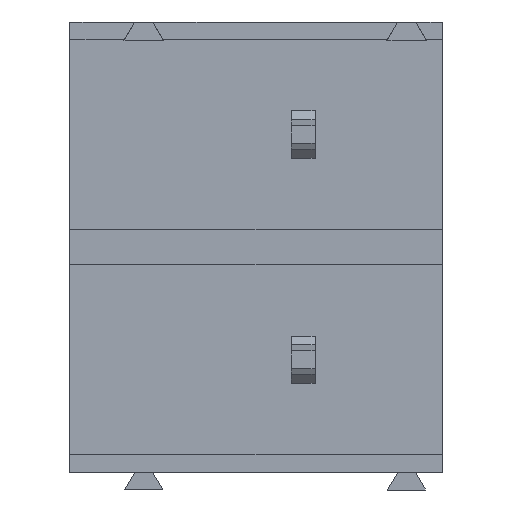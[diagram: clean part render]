
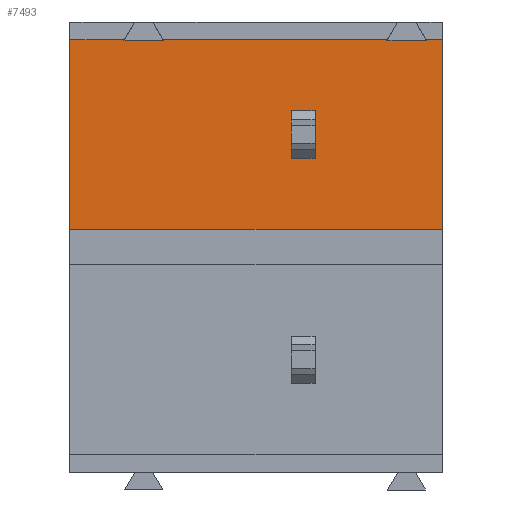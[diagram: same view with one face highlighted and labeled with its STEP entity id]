
A CAD part, front view. The second image highlights one B-rep face of the part: STEP entity #7493.
In plain terms, the highlighted planar face has unit normal (0, -1, 0).
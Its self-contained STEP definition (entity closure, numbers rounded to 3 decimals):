
#10 = EDGE_CURVE ( 'NONE', #5579, #2088, #3110, .T. ) ;
#47 = DIRECTION ( 'NONE',  ( 0., 0., -1. ) ) ;
#57 = EDGE_LOOP ( 'NONE', ( #79, #5828, #1897, #3871, #2167, #2096, #6691, #6200, #7000, #5432, #3346, #994 ) ) ;
#63 = VECTOR ( 'NONE', #47, 1000. ) ;
#79 = ORIENTED_EDGE ( 'NONE', *, *, #2692, .T. ) ;
#89 = DIRECTION ( 'NONE',  ( 1., 0., 0. ) ) ;
#113 = VECTOR ( 'NONE', #4737, 1000. ) ;
#160 = EDGE_CURVE ( 'NONE', #1045, #4927, #4348, .T. ) ;
#168 = LINE ( 'NONE', #5357, #3225 ) ;
#195 = DIRECTION ( 'NONE',  ( 0.5, 0., 0.866 ) ) ;
#350 = VERTEX_POINT ( 'NONE', #5120 ) ;
#372 = VERTEX_POINT ( 'NONE', #5238 ) ;
#380 = VECTOR ( 'NONE', #3745, 1000. ) ;
#393 = VECTOR ( 'NONE', #2237, 1000. ) ;
#536 = EDGE_CURVE ( 'NONE', #1638, #372, #5978, .T. ) ;
#740 = CARTESIAN_POINT ( 'NONE',  ( 1.844, 0.9, 3.21 ) ) ;
#955 = DIRECTION ( 'NONE',  ( 1., 0., 0. ) ) ;
#994 = ORIENTED_EDGE ( 'NONE', *, *, #6471, .T. ) ;
#1036 = CARTESIAN_POINT ( 'NONE',  ( 2.81, 0.9, 3.81 ) ) ;
#1045 = VERTEX_POINT ( 'NONE', #3329 ) ;
#1079 = VECTOR ( 'NONE', #6773, 1000. ) ;
#1223 = VECTOR ( 'NONE', #6632, 1000. ) ;
#1343 = CARTESIAN_POINT ( 'NONE',  ( 12.068, 0.9, 3.19 ) ) ;
#1458 = CARTESIAN_POINT ( 'NONE',  ( 2.943, 0.9, 3.19 ) ) ;
#1499 = CARTESIAN_POINT ( 'NONE',  ( 9.225, 0.9, -0.8 ) ) ;
#1510 = FACE_OUTER_BOUND ( 'NONE', #57, .T. ) ;
#1511 = VERTEX_POINT ( 'NONE', #1343 ) ;
#1638 = VERTEX_POINT ( 'NONE', #3226 ) ;
#1700 = DIRECTION ( 'NONE',  ( 1., 0., 0. ) ) ;
#1704 = LINE ( 'NONE', #3053, #113 ) ;
#1897 = ORIENTED_EDGE ( 'NONE', *, *, #7337, .F. ) ;
#2060 = CARTESIAN_POINT ( 'NONE',  ( 0., 0.9, 3.21 ) ) ;
#2088 = VERTEX_POINT ( 'NONE', #2789 ) ;
#2096 = ORIENTED_EDGE ( 'NONE', *, *, #160, .F. ) ;
#2122 = EDGE_CURVE ( 'NONE', #4055, #372, #3394, .T. ) ;
#2167 = ORIENTED_EDGE ( 'NONE', *, *, #4950, .F. ) ;
#2237 = DIRECTION ( 'NONE',  ( 0.5, 0., -0.866 ) ) ;
#2272 = EDGE_CURVE ( 'NONE', #2286, #5569, #4387, .T. ) ;
#2286 = VERTEX_POINT ( 'NONE', #5585 ) ;
#2403 = VECTOR ( 'NONE', #2784, 1000. ) ;
#2452 = LINE ( 'NONE', #5955, #2456 ) ;
#2456 = VECTOR ( 'NONE', #7181, 1000. ) ;
#2465 = CARTESIAN_POINT ( 'NONE',  ( 0., 0.9, 11.43 ) ) ;
#2481 = EDGE_LOOP ( 'NONE', ( #6905, #4047, #6068, #7283 ) ) ;
#2533 = CARTESIAN_POINT ( 'NONE',  ( 12.056, 0.9, 3.21 ) ) ;
#2572 = LINE ( 'NONE', #6197, #3927 ) ;
#2692 = EDGE_CURVE ( 'NONE', #350, #7077, #4302, .T. ) ;
#2784 = DIRECTION ( 'NONE',  ( 0., 0., -1. ) ) ;
#2789 = CARTESIAN_POINT ( 'NONE',  ( 7.5, 0.9, -0.8 ) ) ;
#2972 = EDGE_CURVE ( 'NONE', #2088, #5569, #6804, .T. ) ;
#3053 = CARTESIAN_POINT ( 'NONE',  ( 1.945, 0.9, 3.385 ) ) ;
#3110 = LINE ( 'NONE', #5314, #63 ) ;
#3125 = EDGE_CURVE ( 'NONE', #3752, #3243, #3659, .T. ) ;
#3225 = VECTOR ( 'NONE', #89, 1000. ) ;
#3226 = CARTESIAN_POINT ( 'NONE',  ( 10.732, 0.9, 3.19 ) ) ;
#3239 = LINE ( 'NONE', #5588, #380 ) ;
#3243 = VERTEX_POINT ( 'NONE', #2060 ) ;
#3309 = DIRECTION ( 'NONE',  ( 0., 1., 0. ) ) ;
#3329 = CARTESIAN_POINT ( 'NONE',  ( 12.6, 0.9, 3.21 ) ) ;
#3346 = ORIENTED_EDGE ( 'NONE', *, *, #2122, .F. ) ;
#3359 = AXIS2_PLACEMENT_3D ( 'NONE', #6257, #3309, #6884 ) ;
#3394 = LINE ( 'NONE', #5745, #4010 ) ;
#3515 = CARTESIAN_POINT ( 'NONE',  ( 11.71, 0.9, 3.81 ) ) ;
#3659 = LINE ( 'NONE', #2465, #1223 ) ;
#3668 = CARTESIAN_POINT ( 'NONE',  ( 10.845, 0.9, 3.385 ) ) ;
#3745 = DIRECTION ( 'NONE',  ( 1., 0., 0. ) ) ;
#3752 = VERTEX_POINT ( 'NONE', #5692 ) ;
#3755 = DIRECTION ( 'NONE',  ( -1., 0., 0. ) ) ;
#3871 = ORIENTED_EDGE ( 'NONE', *, *, #3125, .F. ) ;
#3927 = VECTOR ( 'NONE', #3755, 1000. ) ;
#3936 = VERTEX_POINT ( 'NONE', #2533 ) ;
#3949 = EDGE_CURVE ( 'NONE', #1511, #1638, #2572, .T. ) ;
#4010 = VECTOR ( 'NONE', #1700, 1000. ) ;
#4047 = ORIENTED_EDGE ( 'NONE', *, *, #4233, .F. ) ;
#4048 = DIRECTION ( 'NONE',  ( 0.5, 0., -0.866 ) ) ;
#4055 = VERTEX_POINT ( 'NONE', #4631 ) ;
#4159 = VECTOR ( 'NONE', #6763, 1000. ) ;
#4233 = EDGE_CURVE ( 'NONE', #2286, #5579, #2452, .T. ) ;
#4302 = LINE ( 'NONE', #1458, #4159 ) ;
#4348 = LINE ( 'NONE', #7555, #2403 ) ;
#4387 = LINE ( 'NONE', #6027, #1079 ) ;
#4466 = DIRECTION ( 'NONE',  ( -1., 0., 0. ) ) ;
#4605 = EDGE_CURVE ( 'NONE', #3936, #1511, #6425, .T. ) ;
#4619 = EDGE_CURVE ( 'NONE', #7077, #5081, #1704, .T. ) ;
#4631 = CARTESIAN_POINT ( 'NONE',  ( 3.156, 0.9, 3.21 ) ) ;
#4646 = LINE ( 'NONE', #1036, #393 ) ;
#4737 = DIRECTION ( 'NONE',  ( 0.5, 0., 0.866 ) ) ;
#4927 = VERTEX_POINT ( 'NONE', #7512 ) ;
#4933 = PLANE ( 'NONE',  #3359 ) ;
#4950 = EDGE_CURVE ( 'NONE', #4927, #3752, #5587, .T. ) ;
#5027 = VECTOR ( 'NONE', #4048, 1000. ) ;
#5047 = CARTESIAN_POINT ( 'NONE',  ( 9.225, 0.9, -3.21 ) ) ;
#5081 = VERTEX_POINT ( 'NONE', #740 ) ;
#5120 = CARTESIAN_POINT ( 'NONE',  ( 3.168, 0.9, 3.19 ) ) ;
#5238 = CARTESIAN_POINT ( 'NONE',  ( 10.744, 0.9, 3.21 ) ) ;
#5314 = CARTESIAN_POINT ( 'NONE',  ( 7.5, 0.9, 3.21 ) ) ;
#5357 = CARTESIAN_POINT ( 'NONE',  ( 9.225, 0.9, 3.21 ) ) ;
#5432 = ORIENTED_EDGE ( 'NONE', *, *, #536, .T. ) ;
#5523 = EDGE_CURVE ( 'NONE', #3936, #1045, #3239, .T. ) ;
#5569 = VERTEX_POINT ( 'NONE', #5661 ) ;
#5579 = VERTEX_POINT ( 'NONE', #5700 ) ;
#5585 = CARTESIAN_POINT ( 'NONE',  ( 8.3, 0.9, 0.8 ) ) ;
#5587 = LINE ( 'NONE', #5047, #6794 ) ;
#5588 = CARTESIAN_POINT ( 'NONE',  ( 9.225, 0.9, 3.21 ) ) ;
#5661 = CARTESIAN_POINT ( 'NONE',  ( 8.3, 0.9, -0.8 ) ) ;
#5692 = CARTESIAN_POINT ( 'NONE',  ( 0., 0.9, -3.21 ) ) ;
#5700 = CARTESIAN_POINT ( 'NONE',  ( 7.5, 0.9, 0.8 ) ) ;
#5745 = CARTESIAN_POINT ( 'NONE',  ( 9.225, 0.9, 3.21 ) ) ;
#5828 = ORIENTED_EDGE ( 'NONE', *, *, #4619, .T. ) ;
#5955 = CARTESIAN_POINT ( 'NONE',  ( 9.225, 0.9, 0.8 ) ) ;
#5978 = LINE ( 'NONE', #3668, #6478 ) ;
#6027 = CARTESIAN_POINT ( 'NONE',  ( 8.3, 0.9, 2.075 ) ) ;
#6068 = ORIENTED_EDGE ( 'NONE', *, *, #2272, .T. ) ;
#6140 = VECTOR ( 'NONE', #955, 1000. ) ;
#6197 = CARTESIAN_POINT ( 'NONE',  ( 11.843, 0.9, 3.19 ) ) ;
#6200 = ORIENTED_EDGE ( 'NONE', *, *, #4605, .T. ) ;
#6257 = CARTESIAN_POINT ( 'NONE',  ( 9.225, 0.9, 3.21 ) ) ;
#6425 = LINE ( 'NONE', #3515, #5027 ) ;
#6471 = EDGE_CURVE ( 'NONE', #4055, #350, #4646, .T. ) ;
#6478 = VECTOR ( 'NONE', #195, 1000. ) ;
#6632 = DIRECTION ( 'NONE',  ( 0., 0., 1. ) ) ;
#6673 = CARTESIAN_POINT ( 'NONE',  ( 1.832, 0.9, 3.19 ) ) ;
#6691 = ORIENTED_EDGE ( 'NONE', *, *, #5523, .F. ) ;
#6763 = DIRECTION ( 'NONE',  ( -1., 0., 0. ) ) ;
#6773 = DIRECTION ( 'NONE',  ( 0., 0., -1. ) ) ;
#6794 = VECTOR ( 'NONE', #4466, 1000. ) ;
#6804 = LINE ( 'NONE', #1499, #6140 ) ;
#6884 = DIRECTION ( 'NONE',  ( -1., 0., 0. ) ) ;
#6905 = ORIENTED_EDGE ( 'NONE', *, *, #10, .F. ) ;
#7000 = ORIENTED_EDGE ( 'NONE', *, *, #3949, .T. ) ;
#7077 = VERTEX_POINT ( 'NONE', #6673 ) ;
#7181 = DIRECTION ( 'NONE',  ( -1., 0., 0. ) ) ;
#7283 = ORIENTED_EDGE ( 'NONE', *, *, #2972, .F. ) ;
#7337 = EDGE_CURVE ( 'NONE', #3243, #5081, #168, .T. ) ;
#7395 = FACE_BOUND ( 'NONE', #2481, .T. ) ;
#7493 = ADVANCED_FACE ( 'NONE', ( #7395, #1510 ), #4933, .F. ) ;
#7512 = CARTESIAN_POINT ( 'NONE',  ( 12.6, 0.9, -3.21 ) ) ;
#7555 = CARTESIAN_POINT ( 'NONE',  ( 12.6, 0.9, 11.43 ) ) ;
